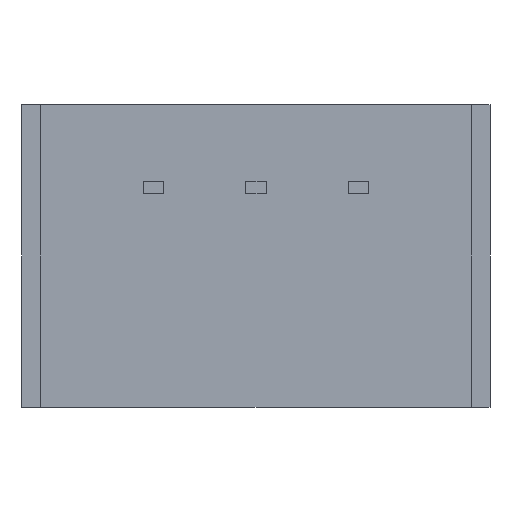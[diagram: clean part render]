
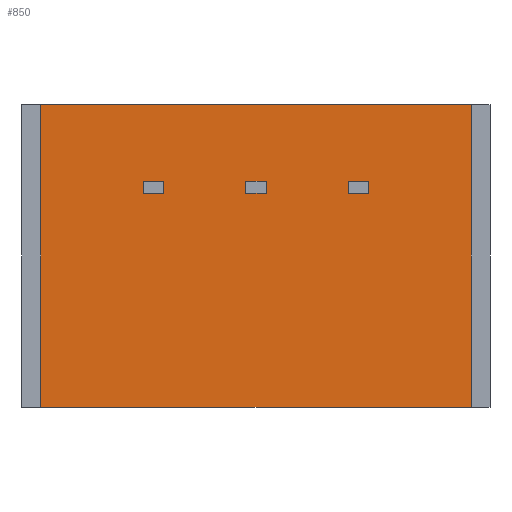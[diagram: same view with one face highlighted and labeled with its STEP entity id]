
A CAD part, front view. The second image highlights one B-rep face of the part: STEP entity #850.
In plain terms, the highlighted planar face has unit normal (0, -1, 0).
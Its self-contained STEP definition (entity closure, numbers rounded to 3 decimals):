
#23 = DIRECTION ( 'NONE',  ( 0., -1., 0. ) ) ;
#25 = DIRECTION ( 'NONE',  ( 0., 0., -1. ) ) ;
#32 = DIRECTION ( 'NONE',  ( 1., 0., 0. ) ) ;
#57 = VERTEX_POINT ( 'NONE', #444 ) ;
#92 = CARTESIAN_POINT ( 'NONE',  ( -5.34, 0.5, -3.75 ) ) ;
#97 = ORIENTED_EDGE ( 'NONE', *, *, #501, .T. ) ;
#104 = CARTESIAN_POINT ( 'NONE',  ( -5.34, 0.5, 3.75 ) ) ;
#133 = VECTOR ( 'NONE', #32, 1000. ) ;
#185 = LINE ( 'NONE', #104, #350 ) ;
#263 = DIRECTION ( 'NONE',  ( 0., 0., -1. ) ) ;
#275 = VECTOR ( 'NONE', #920, 1000. ) ;
#281 = VERTEX_POINT ( 'NONE', #92 ) ;
#300 = VERTEX_POINT ( 'NONE', #718 ) ;
#310 = VERTEX_POINT ( 'NONE', #946 ) ;
#318 = CARTESIAN_POINT ( 'NONE',  ( 5.34, 0.5, 3.75 ) ) ;
#337 = LINE ( 'NONE', #423, #556 ) ;
#350 = VECTOR ( 'NONE', #25, 1000. ) ;
#423 = CARTESIAN_POINT ( 'NONE',  ( 5.34, 0.5, 3.75 ) ) ;
#444 = CARTESIAN_POINT ( 'NONE',  ( -5.34, 0.5, 3.75 ) ) ;
#482 = CARTESIAN_POINT ( 'NONE',  ( 5.34, 0.5, 3.75 ) ) ;
#496 = DIRECTION ( 'NONE',  ( 0., 0., 1. ) ) ;
#501 = EDGE_CURVE ( 'NONE', #300, #310, #337, .T. ) ;
#551 = CARTESIAN_POINT ( 'NONE',  ( 133.282, 0.5, -3.75 ) ) ;
#556 = VECTOR ( 'NONE', #496, 1000. ) ;
#606 = EDGE_LOOP ( 'NONE', ( #875, #841, #979, #97 ) ) ;
#632 = LINE ( 'NONE', #318, #275 ) ;
#705 = AXIS2_PLACEMENT_3D ( 'NONE', #482, #23, #263 ) ;
#718 = CARTESIAN_POINT ( 'NONE',  ( 5.34, 0.5, -3.75 ) ) ;
#732 = LINE ( 'NONE', #551, #133 ) ;
#841 = ORIENTED_EDGE ( 'NONE', *, *, #970, .T. ) ;
#842 = EDGE_CURVE ( 'NONE', #310, #57, #632, .T. ) ;
#850 = ADVANCED_FACE ( 'NONE', ( #855 ), #953, .T. ) ;
#855 = FACE_OUTER_BOUND ( 'NONE', #606, .T. ) ;
#875 = ORIENTED_EDGE ( 'NONE', *, *, #842, .T. ) ;
#905 = EDGE_CURVE ( 'NONE', #281, #300, #732, .T. ) ;
#920 = DIRECTION ( 'NONE',  ( -1., 0., 0. ) ) ;
#946 = CARTESIAN_POINT ( 'NONE',  ( 5.34, 0.5, 3.75 ) ) ;
#953 = PLANE ( 'NONE',  #705 ) ;
#970 = EDGE_CURVE ( 'NONE', #57, #281, #185, .T. ) ;
#979 = ORIENTED_EDGE ( 'NONE', *, *, #905, .T. ) ;
